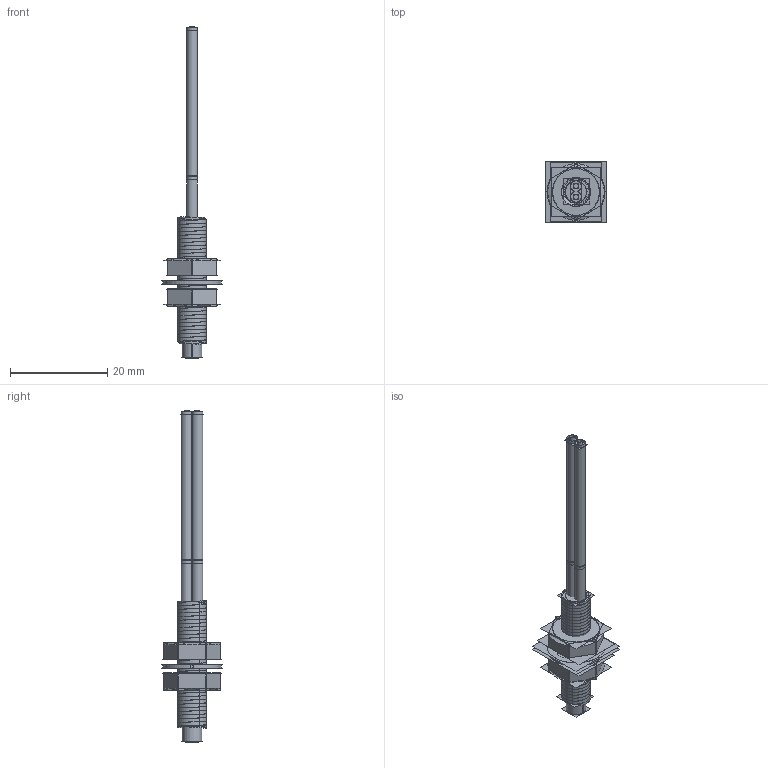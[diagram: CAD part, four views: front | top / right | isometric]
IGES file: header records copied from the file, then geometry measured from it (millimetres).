
Start section:  PTC IGES file: 193993.igs
Global section: file name: 193993.igs; native system: Creo Parametric by Parametric Technology Corporation; preprocessor: 2013230; author: PDMAdmin; organization: Unknown; date: 20160322.142913; units: millimetre
Bounding box: 12.54 x 12.54 x 68.2 mm (x, y, z)
Volume: 1254.5 mm3; surface area: 35363 mm2
Topology: 9 solids, 9 shells, 590 faces, 3090 edges, 3989 vertices
Faces by surface type: revolution 440, bspline 150
